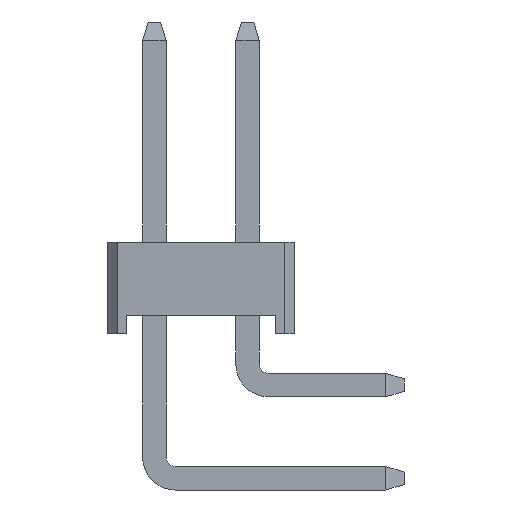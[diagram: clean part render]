
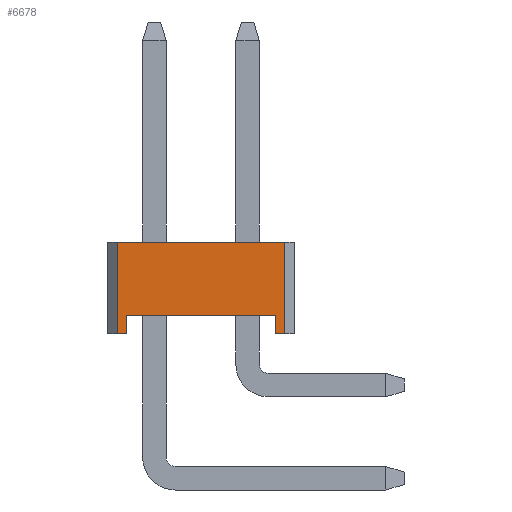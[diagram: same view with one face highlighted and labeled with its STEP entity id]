
A CAD part, left-side view. The second image highlights one B-rep face of the part: STEP entity #6678.
In plain terms, the highlighted planar face has unit normal (-1, 0, 0).
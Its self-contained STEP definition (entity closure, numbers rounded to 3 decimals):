
#284 = DIRECTION ( 'NONE',  ( 0., 0., 1. ) ) ;
#444 = EDGE_CURVE ( 'NONE', #5592, #3925, #4038, .T. ) ;
#561 = CARTESIAN_POINT ( 'NONE',  ( -1.27, 5.08, 2.5 ) ) ;
#640 = ORIENTED_EDGE ( 'NONE', *, *, #6243, .F. ) ;
#861 = EDGE_CURVE ( 'NONE', #5482, #1579, #8290, .T. ) ;
#1543 = ORIENTED_EDGE ( 'NONE', *, *, #5183, .F. ) ;
#1570 = ORIENTED_EDGE ( 'NONE', *, *, #6048, .F. ) ;
#1573 = LINE ( 'NONE', #2451, #1714 ) ;
#1579 = VERTEX_POINT ( 'NONE', #10431 ) ;
#1668 = CARTESIAN_POINT ( 'NONE',  ( -1.27, 0., 0. ) ) ;
#1714 = VECTOR ( 'NONE', #2501, 1000. ) ;
#1834 = ORIENTED_EDGE ( 'NONE', *, *, #3876, .T. ) ;
#1889 = VECTOR ( 'NONE', #4679, 1000. ) ;
#2000 = EDGE_CURVE ( 'NONE', #2040, #2413, #10228, .T. ) ;
#2040 = VERTEX_POINT ( 'NONE', #7831 ) ;
#2249 = CARTESIAN_POINT ( 'NONE',  ( -1.27, 0.254, 0. ) ) ;
#2308 = CARTESIAN_POINT ( 'NONE',  ( -1.27, 4.58, 0. ) ) ;
#2413 = VERTEX_POINT ( 'NONE', #7755 ) ;
#2451 = CARTESIAN_POINT ( 'NONE',  ( -1.27, 0.254, 0. ) ) ;
#2501 = DIRECTION ( 'NONE',  ( 0., 0., -1. ) ) ;
#2683 = CARTESIAN_POINT ( 'NONE',  ( -1.27, 0., 0.5 ) ) ;
#3665 = CARTESIAN_POINT ( 'NONE',  ( -1.27, 4.826, 2.5 ) ) ;
#3876 = EDGE_CURVE ( 'NONE', #5482, #2413, #10792, .T. ) ;
#3925 = VERTEX_POINT ( 'NONE', #10900 ) ;
#3933 = VECTOR ( 'NONE', #4986, 1000. ) ;
#4038 = LINE ( 'NONE', #1668, #6592 ) ;
#4051 = ORIENTED_EDGE ( 'NONE', *, *, #2000, .F. ) ;
#4197 = CARTESIAN_POINT ( 'NONE',  ( -1.27, 4.58, 0. ) ) ;
#4679 = DIRECTION ( 'NONE',  ( 0., 0., 1. ) ) ;
#4685 = PLANE ( 'NONE',  #10246 ) ;
#4754 = LINE ( 'NONE', #561, #10941 ) ;
#4986 = DIRECTION ( 'NONE',  ( 0., 0., -1. ) ) ;
#5183 = EDGE_CURVE ( 'NONE', #7107, #5592, #1573, .T. ) ;
#5429 = CARTESIAN_POINT ( 'NONE',  ( -1.27, 4.826, 0. ) ) ;
#5482 = VERTEX_POINT ( 'NONE', #4197 ) ;
#5522 = EDGE_LOOP ( 'NONE', ( #6809, #7342, #1543, #640, #1570, #7230, #1834, #4051 ) ) ;
#5524 = FACE_OUTER_BOUND ( 'NONE', #5522, .T. ) ;
#5592 = VERTEX_POINT ( 'NONE', #2249 ) ;
#5732 = DIRECTION ( 'NONE',  ( 0., 1., 0. ) ) ;
#5769 = CARTESIAN_POINT ( 'NONE',  ( -1.27, 0.5, 0.5 ) ) ;
#6048 = EDGE_CURVE ( 'NONE', #1579, #7242, #8714, .T. ) ;
#6243 = EDGE_CURVE ( 'NONE', #7242, #7107, #4754, .T. ) ;
#6592 = VECTOR ( 'NONE', #8202, 1000. ) ;
#6602 = VECTOR ( 'NONE', #5732, 1000. ) ;
#6678 = ADVANCED_FACE ( 'NONE', ( #5524 ), #4685, .F. ) ;
#6809 = ORIENTED_EDGE ( 'NONE', *, *, #9064, .T. ) ;
#7107 = VERTEX_POINT ( 'NONE', #10782 ) ;
#7230 = ORIENTED_EDGE ( 'NONE', *, *, #861, .F. ) ;
#7242 = VERTEX_POINT ( 'NONE', #3665 ) ;
#7342 = ORIENTED_EDGE ( 'NONE', *, *, #444, .F. ) ;
#7678 = CARTESIAN_POINT ( 'NONE',  ( -1.27, 0., 0. ) ) ;
#7755 = CARTESIAN_POINT ( 'NONE',  ( -1.27, 4.58, 0.5 ) ) ;
#7831 = CARTESIAN_POINT ( 'NONE',  ( -1.27, 0.5, 0.5 ) ) ;
#8202 = DIRECTION ( 'NONE',  ( 0., 1., 0. ) ) ;
#8290 = LINE ( 'NONE', #8343, #6602 ) ;
#8343 = CARTESIAN_POINT ( 'NONE',  ( -1.27, 0., 0. ) ) ;
#8680 = DIRECTION ( 'NONE',  ( 0., 1., 0. ) ) ;
#8714 = LINE ( 'NONE', #5429, #8826 ) ;
#8826 = VECTOR ( 'NONE', #284, 1000. ) ;
#9064 = EDGE_CURVE ( 'NONE', #2040, #3925, #9105, .T. ) ;
#9105 = LINE ( 'NONE', #5769, #3933 ) ;
#9147 = DIRECTION ( 'NONE',  ( 0., -1., 0. ) ) ;
#9998 = VECTOR ( 'NONE', #8680, 1000. ) ;
#10077 = DIRECTION ( 'NONE',  ( 1., 0., 0. ) ) ;
#10228 = LINE ( 'NONE', #2683, #9998 ) ;
#10246 = AXIS2_PLACEMENT_3D ( 'NONE', #7678, #10077, #10963 ) ;
#10431 = CARTESIAN_POINT ( 'NONE',  ( -1.27, 4.826, 0. ) ) ;
#10782 = CARTESIAN_POINT ( 'NONE',  ( -1.27, 0.254, 2.5 ) ) ;
#10792 = LINE ( 'NONE', #2308, #1889 ) ;
#10900 = CARTESIAN_POINT ( 'NONE',  ( -1.27, 0.5, 0. ) ) ;
#10941 = VECTOR ( 'NONE', #9147, 1000. ) ;
#10963 = DIRECTION ( 'NONE',  ( 0., 0., -1. ) ) ;
